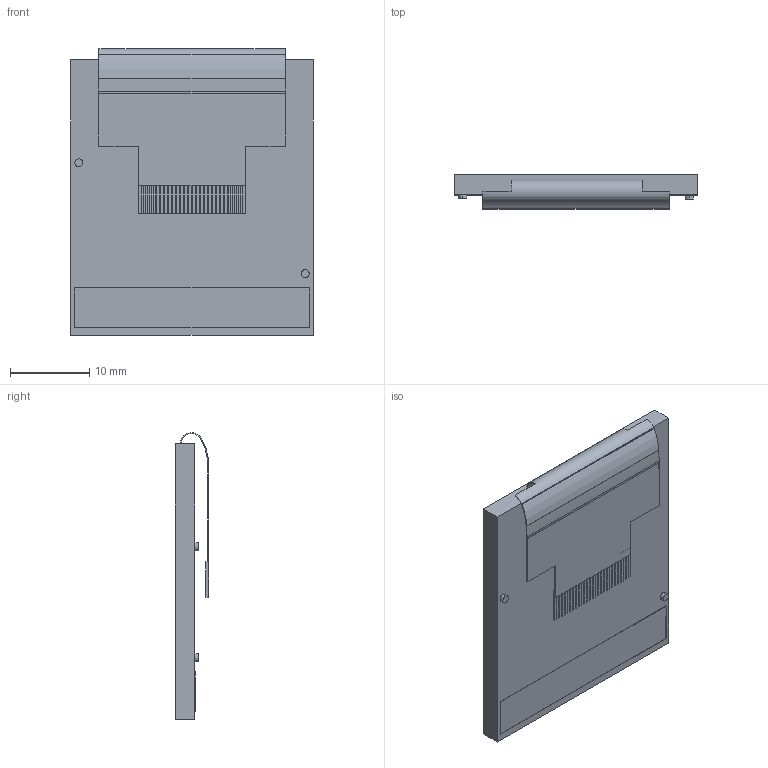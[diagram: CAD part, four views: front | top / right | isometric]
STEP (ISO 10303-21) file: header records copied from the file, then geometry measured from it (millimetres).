
FILE_DESCRIPTION (( 'STEP AP214' ), '1' );
FILE_NAME ('ER-TFT1.44-1.stp', '2020-01-06T13:55:01', ( '' ), ( '' ), 'SwSTEP 2.0', 'SolidWorks 2020', '' );
FILE_SCHEMA (( 'AUTOMOTIVE_DESIGN' ));
Length unit declared in the file: millimetre
Products named in the file (1): ER-TFT1.44-1
Bounding box: 30.6 x 4.29 x 36.23 mm (x, y, z)
Volume: 2743.1 mm3; surface area: 3401.1 mm2
Topology: 1 solids, 1 shells, 100 faces, 284 edges, 192 vertices
Faces by surface type: plane 88, cylinder 12
Entity records: 3914 total; most frequent: CARTESIAN_POINT 577, ORIENTED_EDGE 568, DIRECTION 514, EDGE_CURVE 284, VECTOR 256, LINE 256, VERTEX_POINT 192, AXIS2_PLACEMENT_3D 129
